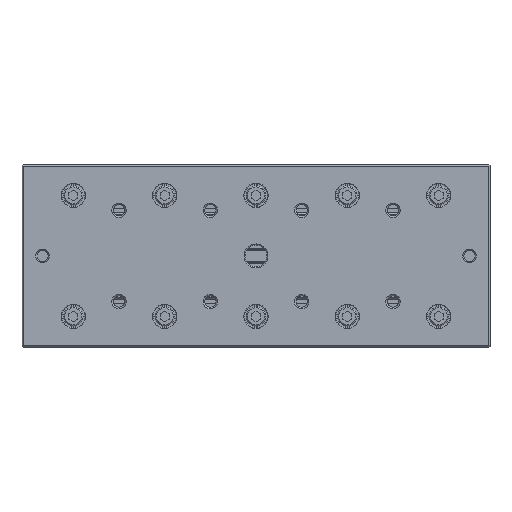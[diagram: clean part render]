
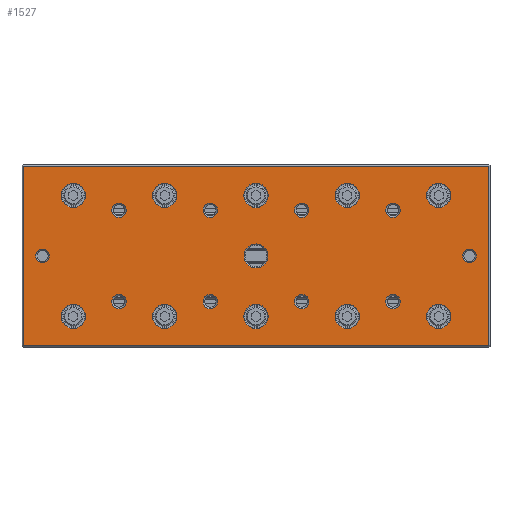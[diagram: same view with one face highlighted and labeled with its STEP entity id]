
A CAD part, top view. The second image highlights one B-rep face of the part: STEP entity #1527.
In plain terms, the highlighted planar face has unit normal (0, 0, 1).
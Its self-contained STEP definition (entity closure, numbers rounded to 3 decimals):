
#776=FACE_BOUND('',#3147,.T.);
#777=FACE_BOUND('',#3148,.T.);
#778=FACE_BOUND('',#3149,.T.);
#779=FACE_BOUND('',#3150,.T.);
#780=FACE_BOUND('',#3151,.T.);
#781=FACE_BOUND('',#3152,.T.);
#782=FACE_BOUND('',#3153,.T.);
#783=FACE_BOUND('',#3154,.T.);
#784=FACE_BOUND('',#3155,.T.);
#785=FACE_BOUND('',#3156,.T.);
#786=FACE_BOUND('',#3157,.T.);
#787=FACE_BOUND('',#3158,.T.);
#788=FACE_BOUND('',#3159,.T.);
#789=FACE_BOUND('',#3160,.T.);
#790=FACE_BOUND('',#3161,.T.);
#791=FACE_BOUND('',#3162,.T.);
#792=FACE_BOUND('',#3163,.T.);
#793=FACE_BOUND('',#3164,.T.);
#794=FACE_BOUND('',#3165,.T.);
#795=FACE_BOUND('',#3166,.T.);
#796=FACE_BOUND('',#3167,.T.);
#797=FACE_BOUND('',#3168,.T.);
#1154=CIRCLE('',#10714,5.25);
#1155=CIRCLE('',#10715,3.);
#1156=CIRCLE('',#10716,3.);
#1157=CIRCLE('',#10717,3.167);
#1158=CIRCLE('',#10718,3.167);
#1159=CIRCLE('',#10719,3.167);
#1160=CIRCLE('',#10720,3.167);
#1161=CIRCLE('',#10721,3.167);
#1162=CIRCLE('',#10722,3.167);
#1163=CIRCLE('',#10723,3.167);
#1164=CIRCLE('',#10724,3.167);
#1165=CIRCLE('',#10725,5.325);
#1166=CIRCLE('',#10726,5.325);
#1167=CIRCLE('',#10727,5.325);
#1168=CIRCLE('',#10728,5.325);
#1169=CIRCLE('',#10729,5.325);
#1170=CIRCLE('',#10730,5.325);
#1171=CIRCLE('',#10731,5.325);
#1172=CIRCLE('',#10732,5.325);
#1173=CIRCLE('',#10733,5.325);
#1174=CIRCLE('',#10734,5.325);
#1527=ADVANCED_FACE('',(#776,#777,#778,#779,#780,#781,#782,#783,#784,#785,
#786,#787,#788,#789,#790,#791,#792,#793,#794,#795,#796,#797),#2098,.F.);
#2098=PLANE('',#10735);
#3147=EDGE_LOOP('',(#4711));
#3148=EDGE_LOOP('',(#4712));
#3149=EDGE_LOOP('',(#4713));
#3150=EDGE_LOOP('',(#4714));
#3151=EDGE_LOOP('',(#4715));
#3152=EDGE_LOOP('',(#4716));
#3153=EDGE_LOOP('',(#4717));
#3154=EDGE_LOOP('',(#4718));
#3155=EDGE_LOOP('',(#4719));
#3156=EDGE_LOOP('',(#4720));
#3157=EDGE_LOOP('',(#4721));
#3158=EDGE_LOOP('',(#4722));
#3159=EDGE_LOOP('',(#4723));
#3160=EDGE_LOOP('',(#4724));
#3161=EDGE_LOOP('',(#4725));
#3162=EDGE_LOOP('',(#4726));
#3163=EDGE_LOOP('',(#4727));
#3164=EDGE_LOOP('',(#4728));
#3165=EDGE_LOOP('',(#4729));
#3166=EDGE_LOOP('',(#4730));
#3167=EDGE_LOOP('',(#4731));
#3168=EDGE_LOOP('',(#4732,#4733,#4734,#4735));
#4711=ORIENTED_EDGE('',*,*,#7788,.T.);
#4712=ORIENTED_EDGE('',*,*,#7789,.F.);
#4713=ORIENTED_EDGE('',*,*,#7790,.T.);
#4714=ORIENTED_EDGE('',*,*,#7791,.T.);
#4715=ORIENTED_EDGE('',*,*,#7792,.T.);
#4716=ORIENTED_EDGE('',*,*,#7793,.T.);
#4717=ORIENTED_EDGE('',*,*,#7794,.T.);
#4718=ORIENTED_EDGE('',*,*,#7795,.T.);
#4719=ORIENTED_EDGE('',*,*,#7796,.T.);
#4720=ORIENTED_EDGE('',*,*,#7797,.T.);
#4721=ORIENTED_EDGE('',*,*,#7798,.T.);
#4722=ORIENTED_EDGE('',*,*,#7799,.T.);
#4723=ORIENTED_EDGE('',*,*,#7800,.T.);
#4724=ORIENTED_EDGE('',*,*,#7801,.T.);
#4725=ORIENTED_EDGE('',*,*,#7802,.T.);
#4726=ORIENTED_EDGE('',*,*,#7803,.T.);
#4727=ORIENTED_EDGE('',*,*,#7804,.T.);
#4728=ORIENTED_EDGE('',*,*,#7805,.T.);
#4729=ORIENTED_EDGE('',*,*,#7806,.T.);
#4730=ORIENTED_EDGE('',*,*,#7807,.T.);
#4731=ORIENTED_EDGE('',*,*,#7808,.T.);
#4732=ORIENTED_EDGE('',*,*,#7809,.T.);
#4733=ORIENTED_EDGE('',*,*,#7810,.T.);
#4734=ORIENTED_EDGE('',*,*,#7811,.T.);
#4735=ORIENTED_EDGE('',*,*,#7812,.T.);
#6729=VERTEX_POINT('',#15429);
#6730=VERTEX_POINT('',#15431);
#6731=VERTEX_POINT('',#15433);
#6732=VERTEX_POINT('',#15435);
#6733=VERTEX_POINT('',#15437);
#6734=VERTEX_POINT('',#15439);
#6735=VERTEX_POINT('',#15441);
#6736=VERTEX_POINT('',#15443);
#6737=VERTEX_POINT('',#15445);
#6738=VERTEX_POINT('',#15447);
#6739=VERTEX_POINT('',#15449);
#6740=VERTEX_POINT('',#15451);
#6741=VERTEX_POINT('',#15453);
#6742=VERTEX_POINT('',#15455);
#6743=VERTEX_POINT('',#15457);
#6744=VERTEX_POINT('',#15459);
#6745=VERTEX_POINT('',#15461);
#6746=VERTEX_POINT('',#15463);
#6747=VERTEX_POINT('',#15465);
#6748=VERTEX_POINT('',#15467);
#6749=VERTEX_POINT('',#15469);
#6750=VERTEX_POINT('',#15471);
#6751=VERTEX_POINT('',#15472);
#6752=VERTEX_POINT('',#15474);
#6753=VERTEX_POINT('',#15476);
#7788=EDGE_CURVE('',#6729,#6729,#1154,.T.);
#7789=EDGE_CURVE('',#6730,#6730,#1155,.T.);
#7790=EDGE_CURVE('',#6731,#6731,#1156,.T.);
#7791=EDGE_CURVE('',#6732,#6732,#1157,.T.);
#7792=EDGE_CURVE('',#6733,#6733,#1158,.T.);
#7793=EDGE_CURVE('',#6734,#6734,#1159,.T.);
#7794=EDGE_CURVE('',#6735,#6735,#1160,.T.);
#7795=EDGE_CURVE('',#6736,#6736,#1161,.T.);
#7796=EDGE_CURVE('',#6737,#6737,#1162,.T.);
#7797=EDGE_CURVE('',#6738,#6738,#1163,.T.);
#7798=EDGE_CURVE('',#6739,#6739,#1164,.T.);
#7799=EDGE_CURVE('',#6740,#6740,#1165,.T.);
#7800=EDGE_CURVE('',#6741,#6741,#1166,.T.);
#7801=EDGE_CURVE('',#6742,#6742,#1167,.T.);
#7802=EDGE_CURVE('',#6743,#6743,#1168,.T.);
#7803=EDGE_CURVE('',#6744,#6744,#1169,.T.);
#7804=EDGE_CURVE('',#6745,#6745,#1170,.T.);
#7805=EDGE_CURVE('',#6746,#6746,#1171,.T.);
#7806=EDGE_CURVE('',#6747,#6747,#1172,.T.);
#7807=EDGE_CURVE('',#6748,#6748,#1173,.T.);
#7808=EDGE_CURVE('',#6749,#6749,#1174,.T.);
#7809=EDGE_CURVE('',#6750,#6751,#8918,.T.);
#7810=EDGE_CURVE('',#6751,#6752,#8919,.T.);
#7811=EDGE_CURVE('',#6752,#6753,#8920,.T.);
#7812=EDGE_CURVE('',#6753,#6750,#8921,.T.);
#8918=LINE('',#15470,#9803);
#8919=LINE('',#15473,#9804);
#8920=LINE('',#15475,#9805);
#8921=LINE('',#15477,#9806);
#9803=VECTOR('',#12307,1.);
#9804=VECTOR('',#12308,1.);
#9805=VECTOR('',#12309,1.);
#9806=VECTOR('',#12310,1.);
#10714=AXIS2_PLACEMENT_3D('',#15428,#12265,#12266);
#10715=AXIS2_PLACEMENT_3D('',#15430,#12267,#12268);
#10716=AXIS2_PLACEMENT_3D('',#15432,#12269,#12270);
#10717=AXIS2_PLACEMENT_3D('',#15434,#12271,#12272);
#10718=AXIS2_PLACEMENT_3D('',#15436,#12273,#12274);
#10719=AXIS2_PLACEMENT_3D('',#15438,#12275,#12276);
#10720=AXIS2_PLACEMENT_3D('',#15440,#12277,#12278);
#10721=AXIS2_PLACEMENT_3D('',#15442,#12279,#12280);
#10722=AXIS2_PLACEMENT_3D('',#15444,#12281,#12282);
#10723=AXIS2_PLACEMENT_3D('',#15446,#12283,#12284);
#10724=AXIS2_PLACEMENT_3D('',#15448,#12285,#12286);
#10725=AXIS2_PLACEMENT_3D('',#15450,#12287,#12288);
#10726=AXIS2_PLACEMENT_3D('',#15452,#12289,#12290);
#10727=AXIS2_PLACEMENT_3D('',#15454,#12291,#12292);
#10728=AXIS2_PLACEMENT_3D('',#15456,#12293,#12294);
#10729=AXIS2_PLACEMENT_3D('',#15458,#12295,#12296);
#10730=AXIS2_PLACEMENT_3D('',#15460,#12297,#12298);
#10731=AXIS2_PLACEMENT_3D('',#15462,#12299,#12300);
#10732=AXIS2_PLACEMENT_3D('',#15464,#12301,#12302);
#10733=AXIS2_PLACEMENT_3D('',#15466,#12303,#12304);
#10734=AXIS2_PLACEMENT_3D('',#15468,#12305,#12306);
#10735=AXIS2_PLACEMENT_3D('',#15478,#12311,#12312);
#12265=DIRECTION('',(0.,0.,-1.));
#12266=DIRECTION('',(-1.,0.,0.));
#12267=DIRECTION('',(0.,0.,1.));
#12268=DIRECTION('',(1.,0.,0.));
#12269=DIRECTION('',(0.,0.,-1.));
#12270=DIRECTION('',(-1.,0.,0.));
#12271=DIRECTION('',(0.,0.,-1.));
#12272=DIRECTION('',(-1.,0.,0.));
#12273=DIRECTION('',(0.,0.,-1.));
#12274=DIRECTION('',(-1.,0.,0.));
#12275=DIRECTION('',(0.,0.,-1.));
#12276=DIRECTION('',(-1.,0.,0.));
#12277=DIRECTION('',(0.,0.,-1.));
#12278=DIRECTION('',(-1.,0.,0.));
#12279=DIRECTION('',(0.,0.,-1.));
#12280=DIRECTION('',(-1.,0.,0.));
#12281=DIRECTION('',(0.,0.,-1.));
#12282=DIRECTION('',(-1.,0.,0.));
#12283=DIRECTION('',(0.,0.,-1.));
#12284=DIRECTION('',(-1.,0.,0.));
#12285=DIRECTION('',(0.,0.,-1.));
#12286=DIRECTION('',(-1.,0.,0.));
#12287=DIRECTION('',(0.,0.,-1.));
#12288=DIRECTION('',(-1.,0.,0.));
#12289=DIRECTION('',(0.,0.,-1.));
#12290=DIRECTION('',(-1.,0.,0.));
#12291=DIRECTION('',(0.,0.,-1.));
#12292=DIRECTION('',(-1.,0.,0.));
#12293=DIRECTION('',(0.,0.,-1.));
#12294=DIRECTION('',(-1.,0.,0.));
#12295=DIRECTION('',(0.,0.,-1.));
#12296=DIRECTION('',(-1.,0.,0.));
#12297=DIRECTION('',(0.,0.,-1.));
#12298=DIRECTION('',(-1.,0.,0.));
#12299=DIRECTION('',(0.,0.,-1.));
#12300=DIRECTION('',(-1.,0.,0.));
#12301=DIRECTION('',(0.,0.,-1.));
#12302=DIRECTION('',(-1.,0.,0.));
#12303=DIRECTION('',(0.,0.,-1.));
#12304=DIRECTION('',(-1.,0.,0.));
#12305=DIRECTION('',(0.,0.,-1.));
#12306=DIRECTION('',(-1.,0.,0.));
#12307=DIRECTION('',(1.,0.,0.));
#12308=DIRECTION('',(0.,1.,0.));
#12309=DIRECTION('',(-1.,0.,0.));
#12310=DIRECTION('',(0.,-1.,0.));
#12311=DIRECTION('',(0.,0.,-1.));
#12312=DIRECTION('',(-1.,0.,0.));
#15428=CARTESIAN_POINT('',(182.5,40.,35.));
#15429=CARTESIAN_POINT('',(177.25,40.,35.));
#15430=CARTESIAN_POINT('',(276.,40.,35.));
#15431=CARTESIAN_POINT('',(279.,40.,35.));
#15432=CARTESIAN_POINT('',(89.,40.,35.));
#15433=CARTESIAN_POINT('',(86.,40.,35.));
#15434=CARTESIAN_POINT('',(242.5,20.,35.));
#15435=CARTESIAN_POINT('',(239.333,20.,35.));
#15436=CARTESIAN_POINT('',(242.5,60.,35.));
#15437=CARTESIAN_POINT('',(239.333,60.,35.));
#15438=CARTESIAN_POINT('',(202.5,20.,35.));
#15439=CARTESIAN_POINT('',(199.333,20.,35.));
#15440=CARTESIAN_POINT('',(202.5,60.,35.));
#15441=CARTESIAN_POINT('',(199.333,60.,35.));
#15442=CARTESIAN_POINT('',(162.5,20.,35.));
#15443=CARTESIAN_POINT('',(159.333,20.,35.));
#15444=CARTESIAN_POINT('',(162.5,60.,35.));
#15445=CARTESIAN_POINT('',(159.333,60.,35.));
#15446=CARTESIAN_POINT('',(122.5,20.,35.));
#15447=CARTESIAN_POINT('',(119.333,20.,35.));
#15448=CARTESIAN_POINT('',(122.5,60.,35.));
#15449=CARTESIAN_POINT('',(119.333,60.,35.));
#15450=CARTESIAN_POINT('',(262.5,13.5,35.));
#15451=CARTESIAN_POINT('',(257.175,13.5,35.));
#15452=CARTESIAN_POINT('',(262.5,66.5,35.));
#15453=CARTESIAN_POINT('',(257.175,66.5,35.));
#15454=CARTESIAN_POINT('',(222.5,13.5,35.));
#15455=CARTESIAN_POINT('',(217.175,13.5,35.));
#15456=CARTESIAN_POINT('',(222.5,66.5,35.));
#15457=CARTESIAN_POINT('',(217.175,66.5,35.));
#15458=CARTESIAN_POINT('',(182.5,13.5,35.));
#15459=CARTESIAN_POINT('',(177.175,13.5,35.));
#15460=CARTESIAN_POINT('',(182.5,66.5,35.));
#15461=CARTESIAN_POINT('',(177.175,66.5,35.));
#15462=CARTESIAN_POINT('',(142.5,13.5,35.));
#15463=CARTESIAN_POINT('',(137.175,13.5,35.));
#15464=CARTESIAN_POINT('',(142.5,66.5,35.));
#15465=CARTESIAN_POINT('',(137.175,66.5,35.));
#15466=CARTESIAN_POINT('',(102.5,13.5,35.));
#15467=CARTESIAN_POINT('',(97.175,13.5,35.));
#15468=CARTESIAN_POINT('',(102.5,66.5,35.));
#15469=CARTESIAN_POINT('',(97.175,66.5,35.));
#15470=CARTESIAN_POINT('',(285.,0.7,35.));
#15471=CARTESIAN_POINT('',(80.5,0.7,35.));
#15472=CARTESIAN_POINT('',(284.5,0.7,35.));
#15473=CARTESIAN_POINT('',(284.5,80.,35.));
#15474=CARTESIAN_POINT('',(284.5,79.3,35.));
#15475=CARTESIAN_POINT('',(285.,79.3,35.));
#15476=CARTESIAN_POINT('',(80.5,79.3,35.));
#15477=CARTESIAN_POINT('',(80.5,0.7,35.));
#15478=CARTESIAN_POINT('',(285.,80.,35.));
